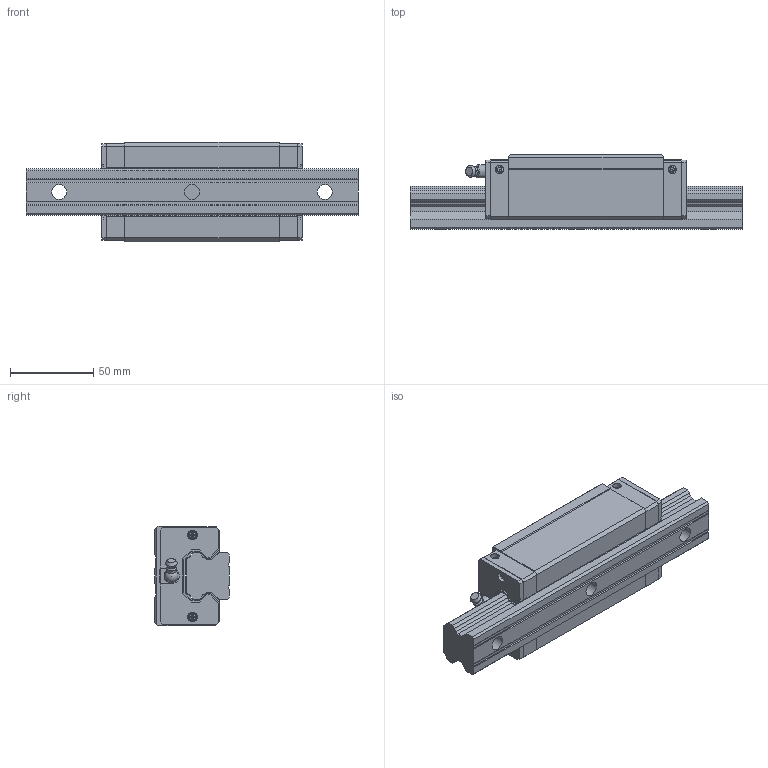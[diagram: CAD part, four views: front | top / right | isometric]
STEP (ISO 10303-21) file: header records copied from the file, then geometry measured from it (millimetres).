
FILE_DESCRIPTION(/* description */ (''),/* implementation_level */ '2;1');
FILE_NAME(/* name */ 'GHH30HA1R200ZAP-20_20_1_1__stp.stp',/* time_stamp */ '2024-05-09T16:14:35+08:00',/* author */ (''),/* organization */ (''),/* preprocessor_version */ 'ST-DEVELOPER v16',/* originating_system */ 'SIEMENS PLM Software NX 11.0',/* authorisation */ '');
FILE_SCHEMA (('AP203_CONFIGURATION_CONTROLLED_3D_DESIGN_OF_MECHANICAL_PARTS_AND_ASSEMBLIES_MIM_LF { 1 0 10303 403 2 1 2}'));
Length unit declared in the file: millimetre
Products named in the file (8): GH30-_G; GH30_BOLT; GH30_SCREW; GHH30HA_P; GHH30HA_C; GHH30HA_SLIDER; GHR30R200P+RC-20_20(1)_RAIL; GHH30HA1R200ZAP-20_20_1_1__stp
Assembly tree (12 placements, depth 2):
  GHH30HA1R200ZAP-20_20_1_1__stp
    GHR30R200P+RC-20_20(1)_RAIL
    GHH30HA_SLIDER
    GHH30HA_C  x2
    GHH30HA_P  x2
    GH30_SCREW  x4
    GH30_BOLT
    GH30-_G
Bounding box: 200 x 45 x 60 mm (x, y, z)
Volume: 331157.4 mm3; surface area: 72978.9 mm2
Topology: 12 solids, 12 shells, 443 faces, 1146 edges, 752 vertices
Faces by surface type: plane 337, cylinder 66, cone 24, torus 10, sphere 5, bspline 1
Full cylindrical faces by diameter (mm): 0.576 x4, 3.3 x4, 4.5 x1, 4.65 x4, 5.1 x4, 5.82 x4, 6 x2, 6.5 x2, 6.647 x4, 7 x2, 8 x1, 8.2 x1, 9 x3, 14 x3
Entity records: 9292 total; most frequent: CARTESIAN_POINT 1568, DIRECTION 1343, ORIENTED_EDGE 1328, EDGE_CURVE 664, LINE 507, VECTOR 507, VERTEX_POINT 465, AXIS2_PLACEMENT_3D 418
